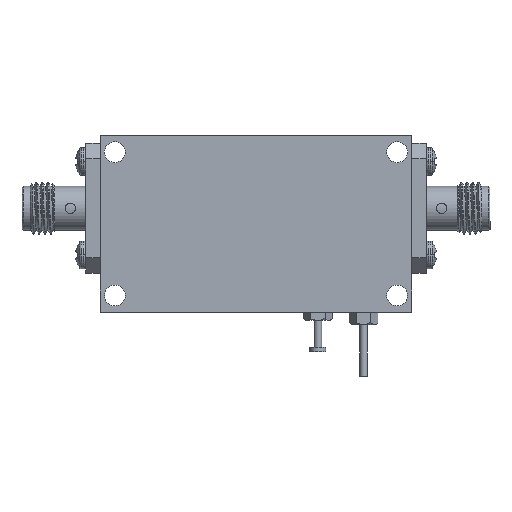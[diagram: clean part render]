
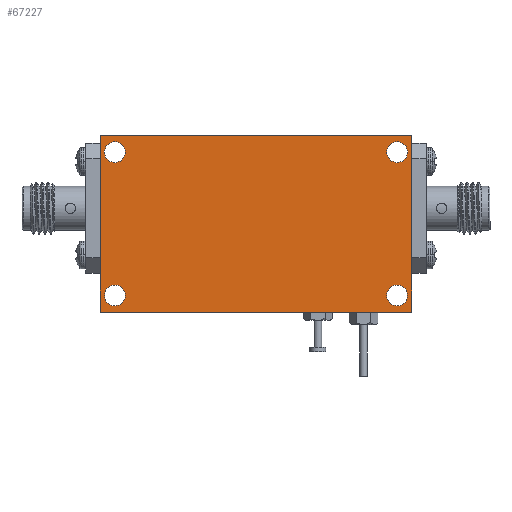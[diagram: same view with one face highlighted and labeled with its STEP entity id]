
A CAD part, front view. The second image highlights one B-rep face of the part: STEP entity #67227.
In plain terms, the highlighted planar face has unit normal (0, -1, 0).
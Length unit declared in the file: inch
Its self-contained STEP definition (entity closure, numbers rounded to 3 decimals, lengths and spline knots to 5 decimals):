
#1357 = CARTESIAN_POINT ( 'NONE',  ( 0.68, -0.1875, 0.345 ) ) ;
#1958 = CIRCLE ( 'NONE', #70114, 0.05 ) ;
#3374 = CARTESIAN_POINT ( 'NONE',  ( 0.68, -0.1875, 0.345 ) ) ;
#6875 = CARTESIAN_POINT ( 'NONE',  ( -0.75, -0.1875, -0.425 ) ) ;
#6994 = AXIS2_PLACEMENT_3D ( 'NONE', #1357, #53817, #15598 ) ;
#7062 = EDGE_CURVE ( 'NONE', #92256, #11502, #59397, .T. ) ;
#7178 = VECTOR ( 'NONE', #86101, 39.37008 ) ;
#7223 = EDGE_CURVE ( 'NONE', #43653, #29462, #73315, .T. ) ;
#9072 = CARTESIAN_POINT ( 'NONE',  ( 0.75, -0.1875, -0.425 ) ) ;
#9534 = AXIS2_PLACEMENT_3D ( 'NONE', #55458, #77893, #40560 ) ;
#10568 = CARTESIAN_POINT ( 'NONE',  ( -0.68, -0.1875, 0.395 ) ) ;
#11393 = ORIENTED_EDGE ( 'NONE', *, *, #18804, .F. ) ;
#11502 = VERTEX_POINT ( 'NONE', #52191 ) ;
#11708 = DIRECTION ( 'NONE',  ( 0., 0., 1. ) ) ;
#12281 = VERTEX_POINT ( 'NONE', #60961 ) ;
#15598 = DIRECTION ( 'NONE',  ( 0., 0., 1. ) ) ;
#15717 = VERTEX_POINT ( 'NONE', #40837 ) ;
#16167 = CARTESIAN_POINT ( 'NONE',  ( -0.68, -0.1875, 0.345 ) ) ;
#16710 = CARTESIAN_POINT ( 'NONE',  ( 0.68, -0.1875, -0.345 ) ) ;
#18077 = VERTEX_POINT ( 'NONE', #50638 ) ;
#18804 = EDGE_CURVE ( 'NONE', #59243, #20919, #33804, .T. ) ;
#20919 = VERTEX_POINT ( 'NONE', #26636 ) ;
#20942 = EDGE_CURVE ( 'NONE', #89472, #18077, #1958, .T. ) ;
#21183 = ORIENTED_EDGE ( 'NONE', *, *, #20942, .T. ) ;
#22001 = DIRECTION ( 'NONE',  ( 0., 0., 1. ) ) ;
#22155 = EDGE_LOOP ( 'NONE', ( #89197, #56341 ) ) ;
#24164 = DIRECTION ( 'NONE',  ( 0., 0., 1. ) ) ;
#24325 = DIRECTION ( 'NONE',  ( 0., 1., 0. ) ) ;
#26440 = AXIS2_PLACEMENT_3D ( 'NONE', #16710, #31293, #24164 ) ;
#26636 = CARTESIAN_POINT ( 'NONE',  ( 0.75, -0.1875, 0.425 ) ) ;
#27140 = CARTESIAN_POINT ( 'NONE',  ( 0.75, -0.1875, 0.425 ) ) ;
#27388 = DIRECTION ( 'NONE',  ( 0., 0., -1. ) ) ;
#27702 = CARTESIAN_POINT ( 'NONE',  ( 0., -0.1875, 0. ) ) ;
#27716 = FACE_BOUND ( 'NONE', #56768, .T. ) ;
#28513 = VERTEX_POINT ( 'NONE', #10568 ) ;
#28851 = FACE_BOUND ( 'NONE', #43044, .T. ) ;
#29462 = VERTEX_POINT ( 'NONE', #96150 ) ;
#29666 = CARTESIAN_POINT ( 'NONE',  ( 0.68, -0.1875, 0.395 ) ) ;
#29760 = EDGE_CURVE ( 'NONE', #20919, #92256, #84663, .T. ) ;
#30458 = ORIENTED_EDGE ( 'NONE', *, *, #7062, .F. ) ;
#31293 = DIRECTION ( 'NONE',  ( 0., 1., 0. ) ) ;
#33244 = ORIENTED_EDGE ( 'NONE', *, *, #56614, .F. ) ;
#33425 = AXIS2_PLACEMENT_3D ( 'NONE', #27702, #56569, #27388 ) ;
#33448 = FACE_OUTER_BOUND ( 'NONE', #79293, .T. ) ;
#33494 = CARTESIAN_POINT ( 'NONE',  ( -0.75, -0.1875, 0.425 ) ) ;
#33804 = LINE ( 'NONE', #33494, #7178 ) ;
#34514 = PLANE ( 'NONE',  #33425 ) ;
#34554 = DIRECTION ( 'NONE',  ( 0., 0., 1. ) ) ;
#34917 = DIRECTION ( 'NONE',  ( 0., 0., -1. ) ) ;
#37659 = CIRCLE ( 'NONE', #63659, 0.05 ) ;
#38447 = CIRCLE ( 'NONE', #52326, 0.05 ) ;
#40560 = DIRECTION ( 'NONE',  ( 0., 0., 1. ) ) ;
#40837 = CARTESIAN_POINT ( 'NONE',  ( -0.68, -0.1875, 0.295 ) ) ;
#41525 = DIRECTION ( 'NONE',  ( 0., 1., 0. ) ) ;
#42725 = CIRCLE ( 'NONE', #6994, 0.05 ) ;
#42794 = EDGE_CURVE ( 'NONE', #28513, #15717, #38447, .T. ) ;
#43044 = EDGE_LOOP ( 'NONE', ( #76951, #73726 ) ) ;
#43451 = VERTEX_POINT ( 'NONE', #29666 ) ;
#43653 = VERTEX_POINT ( 'NONE', #48031 ) ;
#43895 = FACE_BOUND ( 'NONE', #68871, .T. ) ;
#44038 = CIRCLE ( 'NONE', #51139, 0.05 ) ;
#48031 = CARTESIAN_POINT ( 'NONE',  ( 0.68, -0.1875, -0.395 ) ) ;
#48488 = CARTESIAN_POINT ( 'NONE',  ( -0.75, -0.1875, 0.425 ) ) ;
#49891 = VECTOR ( 'NONE', #34554, 39.37008 ) ;
#50638 = CARTESIAN_POINT ( 'NONE',  ( -0.68, -0.1875, -0.395 ) ) ;
#51139 = AXIS2_PLACEMENT_3D ( 'NONE', #16167, #73966, #22001 ) ;
#51802 = CARTESIAN_POINT ( 'NONE',  ( -0.75, -0.1875, 0.425 ) ) ;
#52191 = CARTESIAN_POINT ( 'NONE',  ( -0.75, -0.1875, -0.425 ) ) ;
#52326 = AXIS2_PLACEMENT_3D ( 'NONE', #70791, #41525, #93478 ) ;
#53547 = CARTESIAN_POINT ( 'NONE',  ( 0.68, -0.1875, -0.345 ) ) ;
#53817 = DIRECTION ( 'NONE',  ( 0., 1., 0. ) ) ;
#55453 = ORIENTED_EDGE ( 'NONE', *, *, #29760, .F. ) ;
#55458 = CARTESIAN_POINT ( 'NONE',  ( -0.68, -0.1875, -0.345 ) ) ;
#56341 = ORIENTED_EDGE ( 'NONE', *, *, #85290, .T. ) ;
#56569 = DIRECTION ( 'NONE',  ( 0., -1., 0. ) ) ;
#56614 = EDGE_CURVE ( 'NONE', #11502, #59243, #85970, .T. ) ;
#56768 = EDGE_LOOP ( 'NONE', ( #75169, #71503 ) ) ;
#57128 = DIRECTION ( 'NONE',  ( 0., 1., 0. ) ) ;
#59243 = VERTEX_POINT ( 'NONE', #51802 ) ;
#59397 = LINE ( 'NONE', #6875, #93098 ) ;
#60222 = FACE_BOUND ( 'NONE', #22155, .T. ) ;
#60961 = CARTESIAN_POINT ( 'NONE',  ( 0.68, -0.1875, 0.295 ) ) ;
#63659 = AXIS2_PLACEMENT_3D ( 'NONE', #3374, #57128, #72109 ) ;
#66550 = CARTESIAN_POINT ( 'NONE',  ( -0.68, -0.1875, -0.295 ) ) ;
#67227 = ADVANCED_FACE ( 'NONE', ( #43895, #27716, #60222, #28851, #33448 ), #34514, .T. ) ;
#68196 = DIRECTION ( 'NONE',  ( 0., 0., 1. ) ) ;
#68871 = EDGE_LOOP ( 'NONE', ( #21183, #87768 ) ) ;
#70114 = AXIS2_PLACEMENT_3D ( 'NONE', #78584, #93498, #11708 ) ;
#70791 = CARTESIAN_POINT ( 'NONE',  ( -0.68, -0.1875, 0.345 ) ) ;
#71503 = ORIENTED_EDGE ( 'NONE', *, *, #7223, .T. ) ;
#72109 = DIRECTION ( 'NONE',  ( 0., 0., 1. ) ) ;
#73315 = CIRCLE ( 'NONE', #26440, 0.05 ) ;
#73726 = ORIENTED_EDGE ( 'NONE', *, *, #93655, .T. ) ;
#73966 = DIRECTION ( 'NONE',  ( 0., 1., 0. ) ) ;
#75169 = ORIENTED_EDGE ( 'NONE', *, *, #87891, .T. ) ;
#76951 = ORIENTED_EDGE ( 'NONE', *, *, #95489, .T. ) ;
#77893 = DIRECTION ( 'NONE',  ( 0., 1., 0. ) ) ;
#78584 = CARTESIAN_POINT ( 'NONE',  ( -0.68, -0.1875, -0.345 ) ) ;
#79293 = EDGE_LOOP ( 'NONE', ( #55453, #11393, #33244, #30458 ) ) ;
#80040 = VECTOR ( 'NONE', #34917, 39.37008 ) ;
#84663 = LINE ( 'NONE', #27140, #80040 ) ;
#85290 = EDGE_CURVE ( 'NONE', #15717, #28513, #44038, .T. ) ;
#85667 = CIRCLE ( 'NONE', #9534, 0.05 ) ;
#85970 = LINE ( 'NONE', #48488, #49891 ) ;
#86101 = DIRECTION ( 'NONE',  ( 1., 0., 0. ) ) ;
#86187 = EDGE_CURVE ( 'NONE', #18077, #89472, #85667, .T. ) ;
#87768 = ORIENTED_EDGE ( 'NONE', *, *, #86187, .T. ) ;
#87891 = EDGE_CURVE ( 'NONE', #29462, #43653, #93302, .T. ) ;
#88916 = DIRECTION ( 'NONE',  ( -1., 0., 0. ) ) ;
#89197 = ORIENTED_EDGE ( 'NONE', *, *, #42794, .T. ) ;
#89472 = VERTEX_POINT ( 'NONE', #66550 ) ;
#92256 = VERTEX_POINT ( 'NONE', #9072 ) ;
#93098 = VECTOR ( 'NONE', #88916, 39.37008 ) ;
#93302 = CIRCLE ( 'NONE', #95353, 0.05 ) ;
#93478 = DIRECTION ( 'NONE',  ( 0., 0., 1. ) ) ;
#93498 = DIRECTION ( 'NONE',  ( 0., 1., 0. ) ) ;
#93655 = EDGE_CURVE ( 'NONE', #12281, #43451, #42725, .T. ) ;
#95353 = AXIS2_PLACEMENT_3D ( 'NONE', #53547, #24325, #68196 ) ;
#95489 = EDGE_CURVE ( 'NONE', #43451, #12281, #37659, .T. ) ;
#96150 = CARTESIAN_POINT ( 'NONE',  ( 0.68, -0.1875, -0.295 ) ) ;
